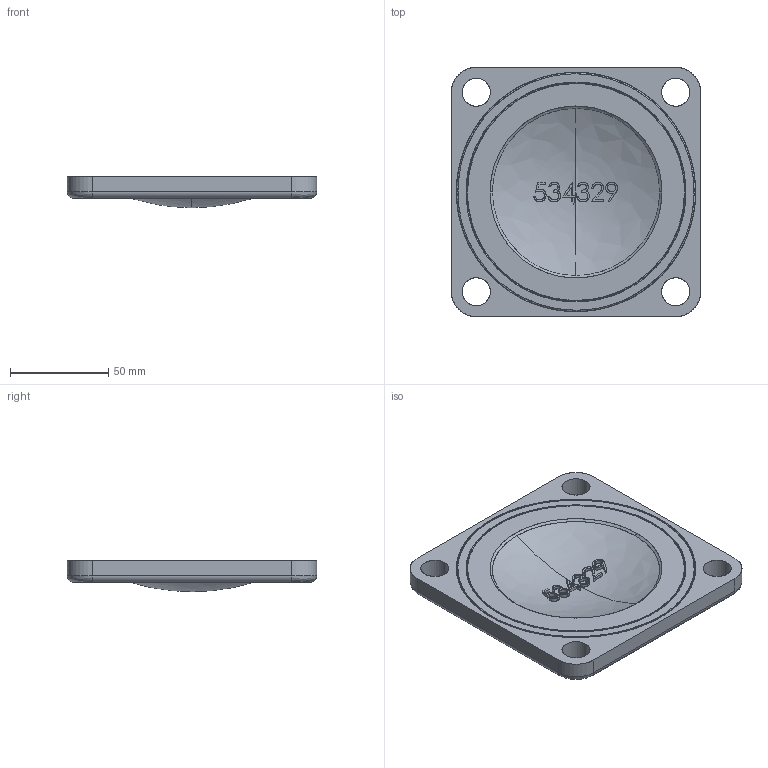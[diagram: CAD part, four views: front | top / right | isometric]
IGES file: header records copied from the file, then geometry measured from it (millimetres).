
Start section: SolidWorks IGES file using analytic representation for surfaces
Global section: file name: FL80VB106_251601.IGS; native system: SolidWorks 2010; preprocessor: SolidWorks 2010; author: LarsenR; date: 120924.124732; units: millimetre
Bounding box: 127 x 127 x 15.88 mm (x, y, z)
Surface area: 40226.2 mm2 (no closed solid volume)
Topology: 0 solids, 0 shells, 240 faces, 4918 edges, 4917 vertices
Faces by surface type: bspline 208, revolution 32
